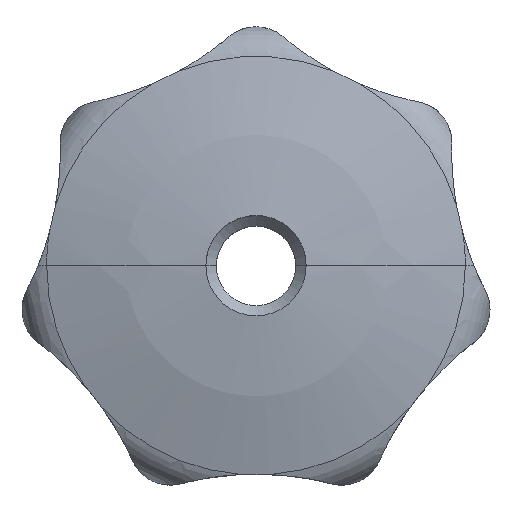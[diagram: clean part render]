
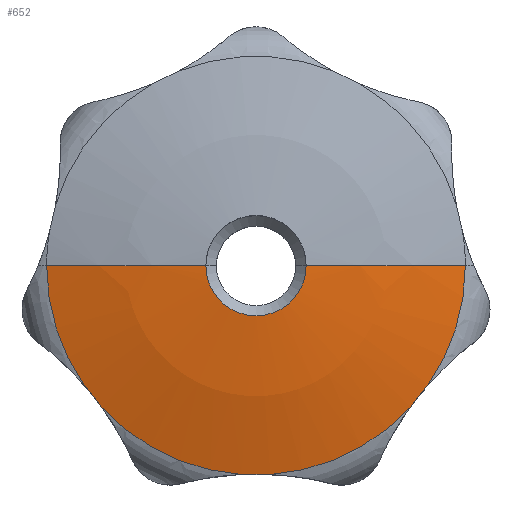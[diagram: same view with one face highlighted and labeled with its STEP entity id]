
A CAD part, top view. The second image highlights one B-rep face of the part: STEP entity #652.
In plain terms, the highlighted spherical face has radius 60 mm.
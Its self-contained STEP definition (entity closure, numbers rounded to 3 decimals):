
#290=EDGE_CURVE('',#300,#626,#834,.T.);
#300=VERTEX_POINT('',#845);
#330=VERTEX_POINT('',#879);
#332=VERTEX_POINT('',#881);
#386=EDGE_CURVE('',#474,#494,#941,.T.);
#402=EDGE_CURVE('',#568,#428,#957,.T.);
#416=VERTEX_POINT('',#972);
#428=VERTEX_POINT('',#986);
#430=VERTEX_POINT('',#988);
#432=EDGE_CURVE('',#430,#300,#990,.T.);
#436=EDGE_CURVE('',#332,#330,#994,.T.);
#474=VERTEX_POINT('',#1035);
#494=VERTEX_POINT('',#1056);
#500=EDGE_CURVE('',#568,#330,#1062,.T.);
#526=EDGE_CURVE('',#494,#430,#1091,.T.);
#568=VERTEX_POINT('',#1139);
#626=VERTEX_POINT('',#1201);
#652=ADVANCED_FACE('',(#1231),#1232,.T.);
#656=EDGE_CURVE('',#474,#428,#1236,.T.);
#684=EDGE_CURVE('',#416,#332,#1265,.T.);
#754=EDGE_CURVE('',#626,#416,#1341,.T.);
#834=B_SPLINE_CURVE_WITH_KNOTS('',3,(#1420,#1421,#1422,#1423,#1424,#1425),.UNSPECIFIED.,.F.,.F.,(4,2,4),(44.372,45.568,46.763),.UNSPECIFIED.);
#845=CARTESIAN_POINT('',(-1.2,-17.481,22.384));
#879=CARTESIAN_POINT('',(17.522,0.,22.384));
#881=CARTESIAN_POINT('',(14.415,-9.961,22.384));
#941=CIRCLE('',#1654,17.522);
#957=CIRCLE('',#1688,4.2);
#972=CARTESIAN_POINT('',(12.919,-11.837,22.384));
#986=CARTESIAN_POINT('',(-4.2,0.,24.853));
#988=CARTESIAN_POINT('',(-12.919,-11.837,22.384));
#990=CIRCLE('',#1761,17.522);
#994=CIRCLE('',#1768,17.522);
#1035=CARTESIAN_POINT('',(-17.522,0.,22.384));
#1056=CARTESIAN_POINT('',(-14.415,-9.961,22.384));
#1062=CIRCLE('',#1935,60.);
#1091=B_SPLINE_CURVE_WITH_KNOTS('',3,(#1993,#1994,#1995,#1996,#1997,#1998),.UNSPECIFIED.,.F.,.F.,(4,2,4),(44.372,45.568,46.763),.UNSPECIFIED.);
#1139=CARTESIAN_POINT('',(4.2,0.,24.853));
#1201=CARTESIAN_POINT('',(1.2,-17.481,22.384));
#1231=FACE_OUTER_BOUND('',#2239,.T.);
#1232=SPHERICAL_SURFACE('',#2240,60.);
#1236=CIRCLE('',#2245,60.);
#1265=B_SPLINE_CURVE_WITH_KNOTS('',3,(#2304,#2305,#2306,#2307,#2308,#2309),.UNSPECIFIED.,.F.,.F.,(4,2,4),(44.372,45.568,46.763),.UNSPECIFIED.);
#1341=CIRCLE('',#2456,17.522);
#1420=CARTESIAN_POINT('',(-1.2,-17.481,22.384));
#1421=CARTESIAN_POINT('',(-0.799,-17.462,22.399));
#1422=CARTESIAN_POINT('',(-0.398,-17.452,22.406));
#1423=CARTESIAN_POINT('',(0.398,-17.452,22.406));
#1424=CARTESIAN_POINT('',(0.799,-17.462,22.399));
#1425=CARTESIAN_POINT('',(1.2,-17.481,22.384));
#1654=AXIS2_PLACEMENT_3D('',#2730,#2731,#2732);
#1688=AXIS2_PLACEMENT_3D('',#2737,#2738,#2739);
#1761=AXIS2_PLACEMENT_3D('',#2767,#2768,#2769);
#1768=AXIS2_PLACEMENT_3D('',#2771,#2772,#2773);
#1935=AXIS2_PLACEMENT_3D('',#2817,#2818,#2819);
#1993=CARTESIAN_POINT('',(-14.415,-9.961,22.384));
#1994=CARTESIAN_POINT('',(-14.15,-10.263,22.399));
#1995=CARTESIAN_POINT('',(-13.893,-10.57,22.406));
#1996=CARTESIAN_POINT('',(-13.396,-11.193,22.406));
#1997=CARTESIAN_POINT('',(-13.154,-11.512,22.399));
#1998=CARTESIAN_POINT('',(-12.919,-11.837,22.384));
#2239=EDGE_LOOP('',(#3045,#3046,#3047,#3048,#3049,#3050,#3051,#3052,#3053,#3054));
#2240=AXIS2_PLACEMENT_3D('',#3055,#3056,#3057);
#2245=AXIS2_PLACEMENT_3D('',#3058,#3059,#3060);
#2304=CARTESIAN_POINT('',(12.919,-11.837,22.384));
#2305=CARTESIAN_POINT('',(13.154,-11.512,22.399));
#2306=CARTESIAN_POINT('',(13.396,-11.193,22.406));
#2307=CARTESIAN_POINT('',(13.893,-10.57,22.406));
#2308=CARTESIAN_POINT('',(14.15,-10.263,22.399));
#2309=CARTESIAN_POINT('',(14.415,-9.961,22.384));
#2456=AXIS2_PLACEMENT_3D('',#3166,#3167,#3168);
#2730=CARTESIAN_POINT('',(0.,0.,22.384));
#2731=DIRECTION('',(0.,0.,1.0));
#2732=DIRECTION('',(1.0,0.,0.));
#2737=CARTESIAN_POINT('',(0.,0.,24.853));
#2738=DIRECTION('',(0.,0.,-1.0));
#2739=DIRECTION('',(1.0,0.,0.));
#2767=CARTESIAN_POINT('',(0.,0.,22.384));
#2768=DIRECTION('',(0.,0.,1.0));
#2769=DIRECTION('',(1.0,0.,0.));
#2771=CARTESIAN_POINT('',(0.,0.,22.384));
#2772=DIRECTION('',(0.,0.,1.0));
#2773=DIRECTION('',(1.0,0.,0.));
#2817=CARTESIAN_POINT('',(0.,0.,-35.));
#2818=DIRECTION('',(0.,1.0,0.));
#2819=DIRECTION('',(0.0,0.,-1.0));
#3045=ORIENTED_EDGE('',*,*,#500,.F.);
#3046=ORIENTED_EDGE('',*,*,#402,.T.);
#3047=ORIENTED_EDGE('',*,*,#656,.F.);
#3048=ORIENTED_EDGE('',*,*,#386,.T.);
#3049=ORIENTED_EDGE('',*,*,#526,.T.);
#3050=ORIENTED_EDGE('',*,*,#432,.T.);
#3051=ORIENTED_EDGE('',*,*,#290,.T.);
#3052=ORIENTED_EDGE('',*,*,#754,.T.);
#3053=ORIENTED_EDGE('',*,*,#684,.T.);
#3054=ORIENTED_EDGE('',*,*,#436,.T.);
#3055=CARTESIAN_POINT('',(0.,0.,-35.));
#3056=DIRECTION('',(0.,0.,1.0));
#3057=DIRECTION('',(-1.0,0.,0.0));
#3058=CARTESIAN_POINT('',(0.,0.,-35.));
#3059=DIRECTION('',(0.,1.0,0.));
#3060=DIRECTION('',(0.0,0.,-1.0));
#3166=CARTESIAN_POINT('',(0.,0.,22.384));
#3167=DIRECTION('',(0.,0.,1.0));
#3168=DIRECTION('',(1.0,0.,0.));
